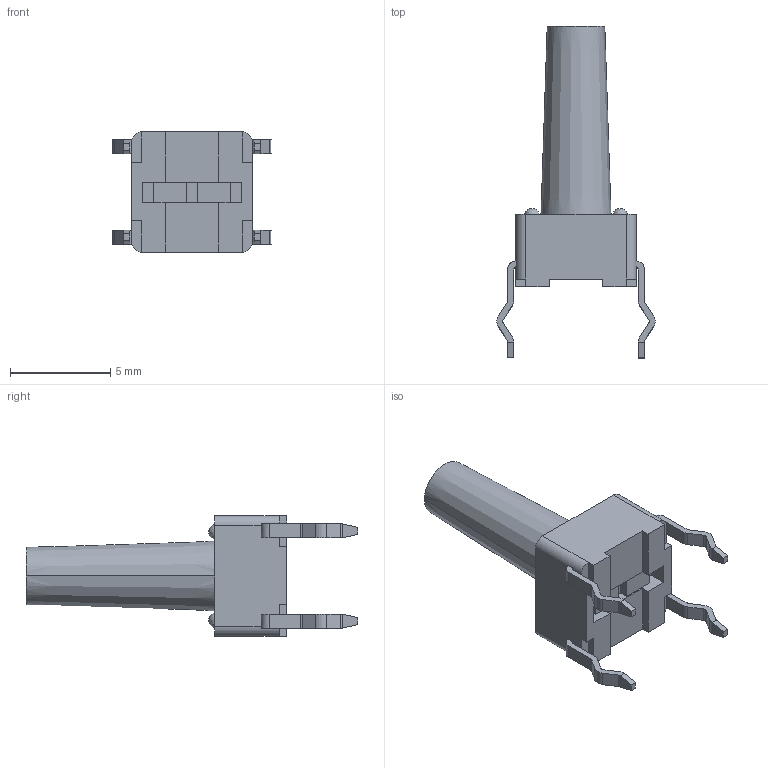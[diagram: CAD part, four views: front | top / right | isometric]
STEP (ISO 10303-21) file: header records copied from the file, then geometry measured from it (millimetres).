
FILE_DESCRIPTION (( 'STEP AP214' ), '1' );
FILE_NAME ('TL1105DF160Q.STEP', '2022-09-07T07:11:40', ( '' ), ( '' ), 'SwSTEP 2.0', 'SolidWorks 2017', '' );
FILE_SCHEMA (( 'AUTOMOTIVE_DESIGN' ));
Length unit declared in the file: millimetre
Products named in the file (2): TL1105DF160Q; TL1105DF160Q--3DModel-STEP-520916
Assembly tree (1 placements, depth 2):
  TL1105DF160Q
    TL1105DF160Q--3DModel-STEP-520916
Bounding box: 7.89 x 16.55 x 6 mm (x, y, z)
Volume: 199.1 mm3; surface area: 311.1 mm2
Topology: 1 solids, 1 shells, 160 faces, 428 edges, 272 vertices
Faces by surface type: plane 96, cylinder 58, bspline 4, cone 2
Entity records: 5026 total; most frequent: CARTESIAN_POINT 940, DIRECTION 848, ORIENTED_EDGE 840, EDGE_CURVE 420, LINE 296, VECTOR 296, AXIS2_PLACEMENT_3D 276, VERTEX_POINT 272
